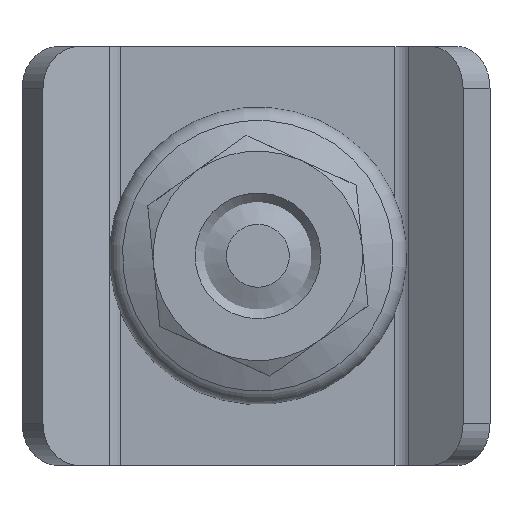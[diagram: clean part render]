
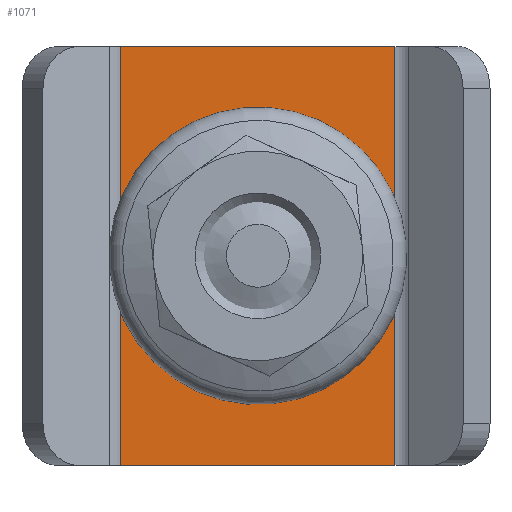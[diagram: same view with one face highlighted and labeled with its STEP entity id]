
A CAD part, front view. The second image highlights one B-rep face of the part: STEP entity #1071.
In plain terms, the highlighted planar face has unit normal (0, -1, 0).
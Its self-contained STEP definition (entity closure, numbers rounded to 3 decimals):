
#77=FACE_BOUND('',#211,.T.);
#98=PLANE('',#1239);
#145=FACE_OUTER_BOUND('',#210,.T.);
#210=EDGE_LOOP('',(#840,#841,#842,#843));
#211=EDGE_LOOP('',(#844,#845,#846,#847,#848,#849,#850,#851));
#254=LINE('',#1646,#332);
#258=LINE('',#1658,#336);
#262=LINE('',#1670,#340);
#264=LINE('',#1678,#342);
#289=LINE('',#1747,#367);
#296=LINE('',#1765,#374);
#298=LINE('',#1771,#376);
#302=LINE('',#1783,#380);
#332=VECTOR('',#1324,10.);
#336=VECTOR('',#1336,10.);
#340=VECTOR('',#1348,10.);
#342=VECTOR('',#1358,10.);
#367=VECTOR('',#1423,10.);
#374=VECTOR('',#1442,10.);
#376=VECTOR('',#1450,10.);
#380=VECTOR('',#1466,10.);
#407=CIRCLE('',#1190,0.25);
#409=CIRCLE('',#1194,0.25);
#411=CIRCLE('',#1198,0.25);
#413=CIRCLE('',#1202,0.25);
#459=VERTEX_POINT('',#1636);
#460=VERTEX_POINT('',#1638);
#462=VERTEX_POINT('',#1644);
#464=VERTEX_POINT('',#1650);
#466=VERTEX_POINT('',#1656);
#468=VERTEX_POINT('',#1662);
#470=VERTEX_POINT('',#1668);
#472=VERTEX_POINT('',#1674);
#495=VERTEX_POINT('',#1744);
#496=VERTEX_POINT('',#1746);
#501=VERTEX_POINT('',#1764);
#502=VERTEX_POINT('',#1770);
#559=EDGE_CURVE('',#459,#460,#407,.T.);
#563=EDGE_CURVE('',#459,#462,#254,.T.);
#566=EDGE_CURVE('',#464,#462,#409,.T.);
#569=EDGE_CURVE('',#464,#466,#258,.T.);
#572=EDGE_CURVE('',#468,#466,#411,.T.);
#575=EDGE_CURVE('',#468,#470,#262,.T.);
#578=EDGE_CURVE('',#472,#470,#413,.T.);
#579=EDGE_CURVE('',#472,#460,#264,.T.);
#613=EDGE_CURVE('',#495,#496,#289,.T.);
#622=EDGE_CURVE('',#501,#496,#296,.T.);
#625=EDGE_CURVE('',#502,#501,#298,.T.);
#632=EDGE_CURVE('',#502,#495,#302,.T.);
#840=ORIENTED_EDGE('',*,*,#613,.F.);
#841=ORIENTED_EDGE('',*,*,#632,.F.);
#842=ORIENTED_EDGE('',*,*,#625,.T.);
#843=ORIENTED_EDGE('',*,*,#622,.T.);
#844=ORIENTED_EDGE('',*,*,#569,.T.);
#845=ORIENTED_EDGE('',*,*,#572,.F.);
#846=ORIENTED_EDGE('',*,*,#575,.T.);
#847=ORIENTED_EDGE('',*,*,#578,.F.);
#848=ORIENTED_EDGE('',*,*,#579,.T.);
#849=ORIENTED_EDGE('',*,*,#559,.F.);
#850=ORIENTED_EDGE('',*,*,#563,.T.);
#851=ORIENTED_EDGE('',*,*,#566,.F.);
#1071=ADVANCED_FACE('',(#145,#77),#98,.F.);
#1190=AXIS2_PLACEMENT_3D('',#1639,#1317,#1318);
#1194=AXIS2_PLACEMENT_3D('',#1652,#1330,#1331);
#1198=AXIS2_PLACEMENT_3D('',#1664,#1342,#1343);
#1202=AXIS2_PLACEMENT_3D('',#1676,#1354,#1355);
#1239=AXIS2_PLACEMENT_3D('',#1784,#1467,#1468);
#1317=DIRECTION('center_axis',(0.,-1.,0.));
#1318=DIRECTION('ref_axis',(0.707,0.,0.707));
#1324=DIRECTION('',(0.,0.,-1.));
#1330=DIRECTION('center_axis',(0.,-1.,0.));
#1331=DIRECTION('ref_axis',(0.707,0.,-0.707));
#1336=DIRECTION('',(-1.,0.,0.));
#1342=DIRECTION('center_axis',(0.,-1.,0.));
#1343=DIRECTION('ref_axis',(-0.707,0.,-0.707));
#1348=DIRECTION('',(0.,0.,1.));
#1354=DIRECTION('center_axis',(0.,-1.,0.));
#1355=DIRECTION('ref_axis',(-0.707,0.,0.707));
#1358=DIRECTION('',(1.,0.,0.));
#1423=DIRECTION('',(0.,0.,-1.));
#1442=DIRECTION('',(1.,0.,0.));
#1450=DIRECTION('',(0.,0.,-1.));
#1466=DIRECTION('',(1.,0.,0.));
#1467=DIRECTION('center_axis',(0.,1.,0.));
#1468=DIRECTION('ref_axis',(0.,0.,1.));
#1636=CARTESIAN_POINT('',(14.503,0.25,13.));
#1638=CARTESIAN_POINT('',(14.253,0.25,13.25));
#1639=CARTESIAN_POINT('Origin',(14.253,0.25,13.));
#1644=CARTESIAN_POINT('',(14.503,0.25,7.));
#1646=CARTESIAN_POINT('',(14.503,0.25,8.375));
#1650=CARTESIAN_POINT('',(14.253,0.25,6.75));
#1652=CARTESIAN_POINT('Origin',(14.253,0.25,7.));
#1656=CARTESIAN_POINT('',(8.253,0.25,6.75));
#1658=CARTESIAN_POINT('',(9.624,0.25,6.75));
#1662=CARTESIAN_POINT('',(8.003,0.25,7.));
#1664=CARTESIAN_POINT('Origin',(8.253,0.25,7.));
#1668=CARTESIAN_POINT('',(8.003,0.25,13.));
#1670=CARTESIAN_POINT('',(8.003,0.25,11.625));
#1674=CARTESIAN_POINT('',(8.253,0.25,13.25));
#1676=CARTESIAN_POINT('Origin',(8.253,0.25,13.));
#1678=CARTESIAN_POINT('',(12.874,0.25,13.25));
#1744=CARTESIAN_POINT('',(17.805,0.25,20.));
#1746=CARTESIAN_POINT('',(17.805,0.25,0.));
#1747=CARTESIAN_POINT('',(17.805,0.25,10.));
#1764=CARTESIAN_POINT('',(4.701,0.25,0.));
#1765=CARTESIAN_POINT('',(0.195,0.25,0.));
#1770=CARTESIAN_POINT('',(4.701,0.25,20.));
#1771=CARTESIAN_POINT('',(4.701,0.25,10.));
#1783=CARTESIAN_POINT('',(0.195,0.25,20.));
#1784=CARTESIAN_POINT('Origin',(11.244,0.25,10.));
